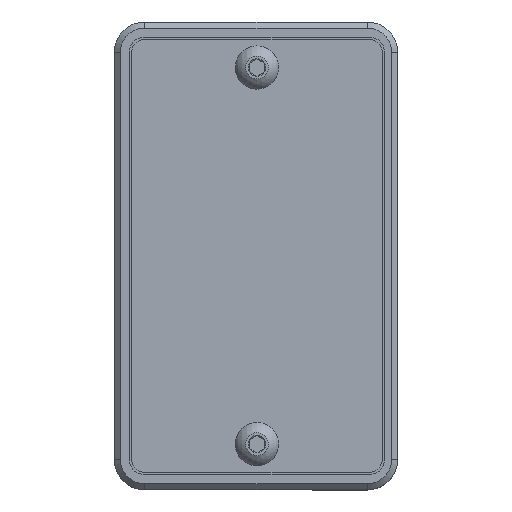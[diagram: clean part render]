
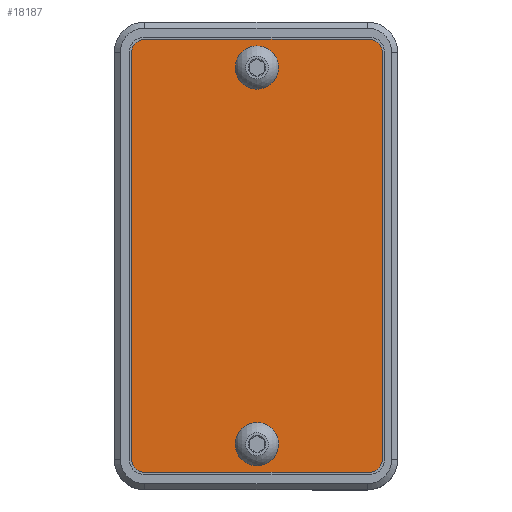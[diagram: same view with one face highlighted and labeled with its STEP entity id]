
A CAD part, top view. The second image highlights one B-rep face of the part: STEP entity #18187.
In plain terms, the highlighted planar face has unit normal (0, 0, 1).
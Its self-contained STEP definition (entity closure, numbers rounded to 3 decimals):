
#777=FACE_BOUND('',#3312,.T.);
#778=FACE_BOUND('',#3313,.T.);
#1388=PLANE('',#19633);
#2207=FACE_OUTER_BOUND('',#3311,.T.);
#3311=EDGE_LOOP('',(#16057,#16058,#16059,#16060,#16061,#16062,#16063,#16064));
#3312=EDGE_LOOP('',(#16065));
#3313=EDGE_LOOP('',(#16066));
#5275=LINE('',#29076,#7190);
#5280=LINE('',#29090,#7195);
#5284=LINE('',#29102,#7199);
#5288=LINE('',#29114,#7203);
#7190=VECTOR('',#23848,10.);
#7195=VECTOR('',#23861,10.);
#7199=VECTOR('',#23873,10.);
#7203=VECTOR('',#23885,10.);
#7673=CIRCLE('',#19611,1.7);
#7675=CIRCLE('',#19614,1.7);
#7677=CIRCLE('',#19618,1.7);
#7679=CIRCLE('',#19622,1.7);
#7681=CIRCLE('',#19626,1.7);
#7683=CIRCLE('',#19630,1.7);
#9143=VERTEX_POINT('',#29062);
#9145=VERTEX_POINT('',#29068);
#9147=VERTEX_POINT('',#29074);
#9148=VERTEX_POINT('',#29075);
#9151=VERTEX_POINT('',#29083);
#9153=VERTEX_POINT('',#29089);
#9155=VERTEX_POINT('',#29095);
#9157=VERTEX_POINT('',#29101);
#9159=VERTEX_POINT('',#29107);
#9161=VERTEX_POINT('',#29113);
#11474=EDGE_CURVE('',#9143,#9143,#7673,.T.);
#11477=EDGE_CURVE('',#9145,#9145,#7675,.T.);
#11480=EDGE_CURVE('',#9147,#9148,#5275,.T.);
#11484=EDGE_CURVE('',#9148,#9151,#7677,.T.);
#11487=EDGE_CURVE('',#9151,#9153,#5280,.T.);
#11490=EDGE_CURVE('',#9153,#9155,#7679,.T.);
#11493=EDGE_CURVE('',#9155,#9157,#5284,.T.);
#11496=EDGE_CURVE('',#9157,#9159,#7681,.T.);
#11499=EDGE_CURVE('',#9159,#9161,#5288,.T.);
#11502=EDGE_CURVE('',#9161,#9147,#7683,.T.);
#16057=ORIENTED_EDGE('',*,*,#11493,.F.);
#16058=ORIENTED_EDGE('',*,*,#11490,.F.);
#16059=ORIENTED_EDGE('',*,*,#11487,.F.);
#16060=ORIENTED_EDGE('',*,*,#11484,.F.);
#16061=ORIENTED_EDGE('',*,*,#11480,.F.);
#16062=ORIENTED_EDGE('',*,*,#11502,.F.);
#16063=ORIENTED_EDGE('',*,*,#11499,.F.);
#16064=ORIENTED_EDGE('',*,*,#11496,.F.);
#16065=ORIENTED_EDGE('',*,*,#11474,.T.);
#16066=ORIENTED_EDGE('',*,*,#11477,.T.);
#18187=ADVANCED_FACE('',(#2207,#777,#778),#1388,.T.);
#19611=AXIS2_PLACEMENT_3D('',#29063,#23834,#23835);
#19614=AXIS2_PLACEMENT_3D('',#29069,#23841,#23842);
#19618=AXIS2_PLACEMENT_3D('',#29084,#23854,#23855);
#19622=AXIS2_PLACEMENT_3D('',#29096,#23866,#23867);
#19626=AXIS2_PLACEMENT_3D('',#29108,#23878,#23879);
#19630=AXIS2_PLACEMENT_3D('',#29119,#23890,#23891);
#19633=AXIS2_PLACEMENT_3D('',#29122,#23896,#23897);
#23834=DIRECTION('center_axis',(0.,0.,-1.));
#23835=DIRECTION('ref_axis',(1.,0.,0.));
#23841=DIRECTION('center_axis',(0.,0.,-1.));
#23842=DIRECTION('ref_axis',(1.,0.,0.));
#23848=DIRECTION('',(-1.,0.,0.));
#23854=DIRECTION('center_axis',(0.,0.,-1.));
#23855=DIRECTION('ref_axis',(-1.,0.002,0.));
#23861=DIRECTION('',(0.,1.,0.));
#23866=DIRECTION('center_axis',(0.,0.,-1.));
#23867=DIRECTION('ref_axis',(0.,1.,0.));
#23873=DIRECTION('',(1.,0.,0.));
#23878=DIRECTION('center_axis',(0.,0.,-1.));
#23879=DIRECTION('ref_axis',(1.,0.,0.));
#23885=DIRECTION('',(0.,-1.,0.));
#23890=DIRECTION('center_axis',(0.,0.,-1.));
#23891=DIRECTION('ref_axis',(0.,-1.,0.));
#23896=DIRECTION('center_axis',(0.,0.,1.));
#23897=DIRECTION('ref_axis',(1.,0.,0.));
#29062=CARTESIAN_POINT('',(13.8,4.3,6.51));
#29063=CARTESIAN_POINT('Origin',(15.5,4.3,6.51));
#29068=CARTESIAN_POINT('',(13.8,-45.3,6.51));
#29069=CARTESIAN_POINT('Origin',(15.5,-45.3,6.51));
#29074=CARTESIAN_POINT('',(30.3,-49.,6.51));
#29075=CARTESIAN_POINT('',(0.7,-49.,6.51));
#29076=CARTESIAN_POINT('',(8.1,-49.,6.51));
#29083=CARTESIAN_POINT('',(-1.,-47.296,6.51));
#29084=CARTESIAN_POINT('Origin',(0.7,-47.3,6.51));
#29089=CARTESIAN_POINT('',(-1.,6.296,6.51));
#29090=CARTESIAN_POINT('',(-1.,-7.102,6.51));
#29095=CARTESIAN_POINT('',(0.7,8.,6.51));
#29096=CARTESIAN_POINT('Origin',(0.7,6.3,6.51));
#29101=CARTESIAN_POINT('',(30.3,8.,6.51));
#29102=CARTESIAN_POINT('',(22.9,8.,6.51));
#29107=CARTESIAN_POINT('',(32.,6.3,6.51));
#29108=CARTESIAN_POINT('Origin',(30.3,6.3,6.51));
#29113=CARTESIAN_POINT('',(32.,-47.3,6.51));
#29114=CARTESIAN_POINT('',(32.,-33.9,6.51));
#29119=CARTESIAN_POINT('Origin',(30.3,-47.3,6.51));
#29122=CARTESIAN_POINT('Origin',(15.5,-20.5,6.51));
